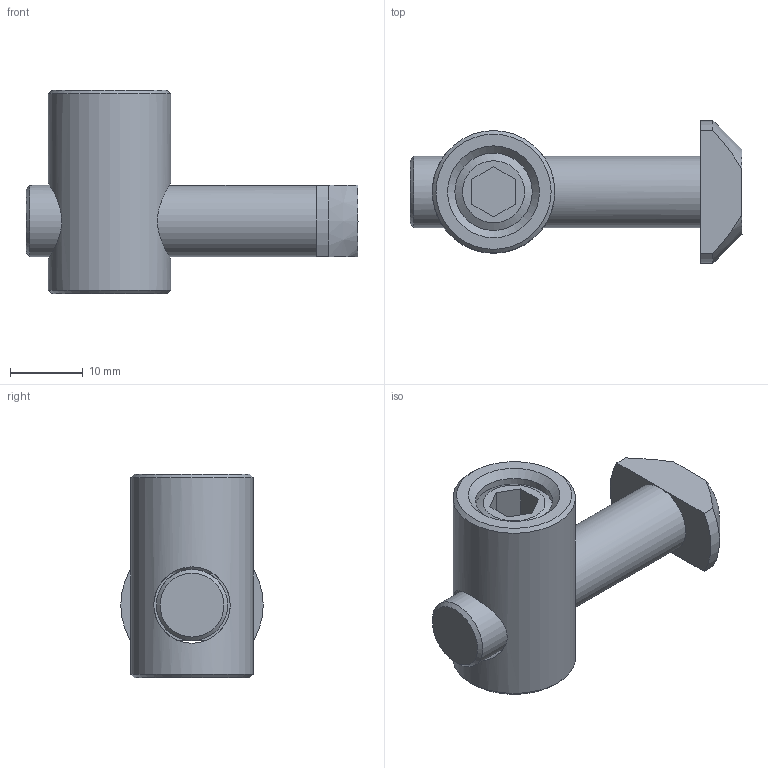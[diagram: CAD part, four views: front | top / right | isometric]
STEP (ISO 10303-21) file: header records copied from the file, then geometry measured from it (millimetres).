
FILE_DESCRIPTION(/* description */ ('QUICK CONNECTOR 10'),/* implementation_level */ '2;1');
FILE_NAME(/* name */ '3842548938.stp',/* time_stamp */ '2026-03-17T09:36:52+01:00',/* author */ ('andreas.svensson'),/* organization */ (''),/* preprocessor_version */ 'ST-DEVELOPER v20.1',/* originating_system */ 'Autodesk Inventor 2026',/* authorisation */ '');
FILE_SCHEMA (('AUTOMOTIVE_DESIGN { 1 0 10303 214 3 1 1 }'));
Length unit declared in the file: millimetre
Products named in the file (1): 3842548938
Bounding box: 45.7 x 19.6 x 28 mm (x, y, z)
Volume: 7606.6 mm3; surface area: 4411.5 mm2
Topology: 2 solids, 2 shells, 35 faces, 85 edges, 55 vertices
Faces by surface type: plane 17, cone 10, cylinder 8
Full cylindrical faces by diameter (mm): 9.8 x1, 10.5 x2, 10.65 x2, 16.85 x1
Entity records: 1295 total; most frequent: CARTESIAN_POINT 417, DIRECTION 172, ORIENTED_EDGE 168, EDGE_CURVE 84, AXIS2_PLACEMENT_3D 64, VERTEX_POINT 55, LINE 44, VECTOR 44
